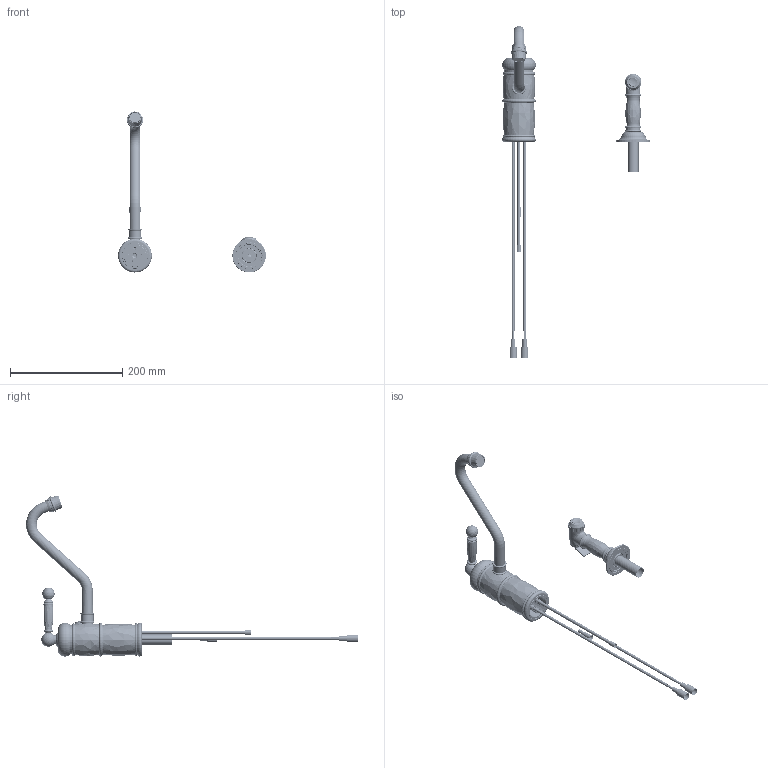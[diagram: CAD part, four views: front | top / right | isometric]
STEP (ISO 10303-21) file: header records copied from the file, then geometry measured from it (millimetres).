
FILE_DESCRIPTION((''),'2;1');
FILE_NAME('941_ASM','2010-11-03T',('project'),(''),'PRO/ENGINEER BY PARAMETRIC TECHNOLOGY CORPORATION, 2009300','PRO/ENGINEER BY PARAMETRIC TECHNOLOGY CORPORATION, 2009300','');
FILE_SCHEMA(('CONFIG_CONTROL_DESIGN'));
Length unit declared in the file: inch
Products named in the file (69): 11291_AF0; 10354A; 10353; 10350; 10351; 10352; 10194; 91014; 2-178_ASM; 2-175_ASM; 11288; 1-064; 10357; 91031; 10822_AF0; 11287_AF0; 98037_10020_HOSE_AF0; 11281_AF0; 11292_AF0; 11292_AF1; 1-625_AF0_ASM; 10356; 10349; 10348; 91449; 2-176_ASM; 91362_AF0; 91413; SLEEVE; SHAFT; SEAL_CONE; SEAL_CUP; SEAL_ORING; 11208_ASM; 11286; 92297_AF0; 10699_AF0; 91220; 10698_AF0; 10800 ...
Assembly tree (69 placements, depth 5):
  941_ASM
    11291_AF0
    2-175_ASM
      10354A
      10353
      10350
      10351
      2-178_ASM
        10352
        10194
        91014
    1-625_AF0_ASM
      11288
      1-064
      10357
      91031  x2
      10822_AF0
      11287_AF0
      98037_10020_HOSE_AF0
      11281_AF0
      11292_AF0
      11292_AF1
    2-176_ASM
      10356
      10349
      10348
      91449
    91362_AF0
    91413
    11208_ASM
      SLEEVE
      SHAFT
      SEAL_CONE
      SEAL_CUP
      SEAL_ORING
    11286
    92297_AF0
    129_AF0_ASM
      10699_AF0
      91220
      10698_AF0
      2-119B_ASM
        10800
        1-078_ASM
          SCREW_1-078
          SEAT_1-078
          O_RING_1-078
        91224
        10804
        10806
        91021
        2-124B_ASM
          91223B
          92079
          92080
        10801
        10802
        10803
        91221
        10805
Bounding box: 263.04 x 590.22 x 286.55 mm (x, y, z)
Volume: 418788.1 mm3; surface area: 324026 mm2
Topology: 55 solids, 120 shells, 3303 faces, 8833 edges, 5724 vertices
Faces by surface type: cylinder 1477, plane 813, bspline 451, cone 300, torus 238, sphere 24
Entity records: 203418 total; most frequent: CARTESIAN_POINT 123971, ORIENTED_EDGE 16802, DIRECTION 14898, EDGE_CURVE 8769, AXIS2_PLACEMENT_3D 5839, VERTEX_POINT 5708, EDGE_LOOP 3698, FACE_OUTER_BOUND 3291
